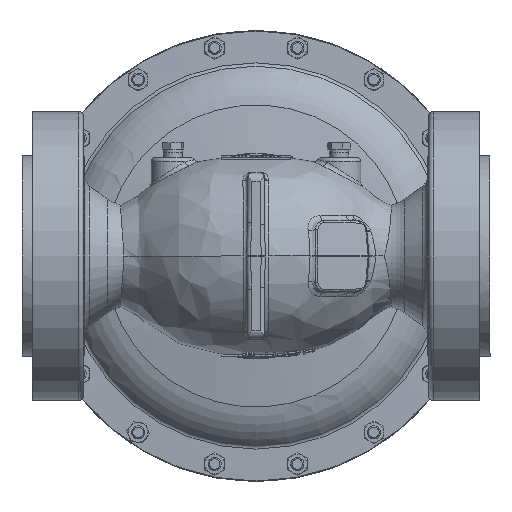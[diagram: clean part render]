
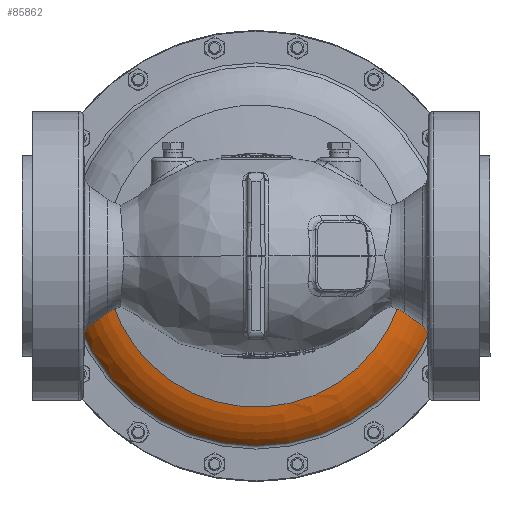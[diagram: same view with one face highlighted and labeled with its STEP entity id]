
A CAD part, front view. The second image highlights one B-rep face of the part: STEP entity #85862.
In plain terms, the highlighted toroidal (fillet/blend) face has major radius 101.046 mm and minor radius 46.038 mm.
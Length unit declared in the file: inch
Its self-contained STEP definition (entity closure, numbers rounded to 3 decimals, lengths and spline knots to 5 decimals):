
#1981 = DIRECTION ( 'NONE',  ( 0., -1., 0. ) ) ;
#4572 = AXIS2_PLACEMENT_3D ( 'NONE', #208819, #1981, #5848 ) ;
#5848 = DIRECTION ( 'NONE',  ( 1., 0., 0. ) ) ;
#22295 = EDGE_CURVE ( 'NONE', #54468, #298283, #334083, .T. ) ;
#22988 = CARTESIAN_POINT ( 'NONE',  ( 4.31849, 8.9198, 0. ) ) ;
#37945 = DIRECTION ( 'NONE',  ( 0., -1., 0. ) ) ;
#41646 = CARTESIAN_POINT ( 'NONE',  ( -4.68644, 9.03241, -0.12842 ) ) ;
#41891 = CIRCLE ( 'NONE', #4572, 5.42319 ) ;
#43532 = CARTESIAN_POINT ( 'NONE',  ( -4.45754, 8.95943, -0.48329 ) ) ;
#47230 = CARTESIAN_POINT ( 'NONE',  ( -4.2786, 8.9198, -0.58557 ) ) ;
#47390 = CARTESIAN_POINT ( 'NONE',  ( -4.50559, 8.97267, -0.44163 ) ) ;
#50461 = CARTESIAN_POINT ( 'NONE',  ( 3.97817, 10.70006, 0. ) ) ;
#54089 = AXIS2_PLACEMENT_3D ( 'NONE', #357784, #37945, #334313 ) ;
#54468 = VERTEX_POINT ( 'NONE', #215149 ) ;
#70918 = CARTESIAN_POINT ( 'NONE',  ( -4.65806, 9.02196, -0.22069 ) ) ;
#72857 = CARTESIAN_POINT ( 'NONE',  ( -4.61436, 9.0067, -0.30644 ) ) ;
#75170 = ORIENTED_EDGE ( 'NONE', *, *, #269202, .T. ) ;
#76662 = CARTESIAN_POINT ( 'NONE',  ( -4.3939, 8.94301, -0.53114 ) ) ;
#80133 = CARTESIAN_POINT ( 'NONE',  ( 5.42319, 9.60595, 0. ) ) ;
#85862 = ADVANCED_FACE ( 'NONE', ( #127059 ), #312733, .T. ) ;
#92177 = EDGE_LOOP ( 'NONE', ( #75170, #306010, #134685, #168575, #276719 ) ) ;
#95898 = DIRECTION ( 'NONE',  ( 0., -1., 0. ) ) ;
#100219 = CARTESIAN_POINT ( 'NONE',  ( -4.33854, 8.93054, -0.56198 ) ) ;
#116767 = DIRECTION ( 'NONE',  ( 0., 0., -1. ) ) ;
#119391 = DIRECTION ( 'NONE',  ( 0., 0., 1. ) ) ;
#127059 = FACE_OUTER_BOUND ( 'NONE', #92177, .T. ) ;
#127544 = CARTESIAN_POINT ( 'NONE',  ( -4.59719, 9.00095, -0.33338 ) ) ;
#131393 = CARTESIAN_POINT ( 'NONE',  ( -4.6784, 9.02942, -0.15979 ) ) ;
#134685 = ORIENTED_EDGE ( 'NONE', *, *, #182741, .F. ) ;
#159934 = AXIS2_PLACEMENT_3D ( 'NONE', #296849, #119391, #351432 ) ;
#168575 = ORIENTED_EDGE ( 'NONE', *, *, #322205, .T. ) ;
#178947 = CIRCLE ( 'NONE', #54089, 4.31849 ) ;
#182741 = EDGE_CURVE ( 'NONE', #255992, #191389, #178947, .T. ) ;
#189909 = CARTESIAN_POINT ( 'NONE',  ( -4.67376, 9.0277, -0.1752 ) ) ;
#191389 = VERTEX_POINT ( 'NONE', #22988 ) ;
#191797 = CARTESIAN_POINT ( 'NONE',  ( -4.68985, 9.03369, -0.11239 ) ) ;
#192388 = VERTEX_POINT ( 'NONE', #80133 ) ;
#203330 = B_SPLINE_CURVE_WITH_KNOTS ( 'NONE', 3,
 ( #306825, #100219, #76662, #43532, #219167, #314503, #47390, #337959, #308765, #285289, #127544, #72857, #281452, #336041, #70918, #189909, #131393, #41646, #191797, #279569, #250318, #369136 ),
 .UNSPECIFIED., .F., .F.,
 ( 4, 2, 2, 2, 2, 2, 2, 2, 2, 2, 4 ),
 ( 0., 0.00492, 0.00615, 0.00738, 0.00984, 0.01107, 0.0123, 0.01476, 0.01599, 0.01722, 0.01968 ),
 .UNSPECIFIED. ) ;
#208819 = CARTESIAN_POINT ( 'NONE',  ( 0., 9.60595, 0. ) ) ;
#214869 = DIRECTION ( 'NONE',  ( -1., 0., 0. ) ) ;
#215149 = CARTESIAN_POINT ( 'NONE',  ( -5.42319, 9.60595, 0. ) ) ;
#219167 = CARTESIAN_POINT ( 'NONE',  ( -4.47001, 8.96276, -0.47322 ) ) ;
#229946 = DIRECTION ( 'NONE',  ( -1., 0., 0. ) ) ;
#231811 = CIRCLE ( 'NONE', #262951, 1.8125 ) ;
#250318 = CARTESIAN_POINT ( 'NONE',  ( -4.70066, 9.03778, -0.03226 ) ) ;
#255992 = VERTEX_POINT ( 'NONE', #47230 ) ;
#262951 = AXIS2_PLACEMENT_3D ( 'NONE', #50461, #116767, #229946 ) ;
#269202 = EDGE_CURVE ( 'NONE', #54468, #192388, #41891, .T. ) ;
#270336 = CARTESIAN_POINT ( 'NONE',  ( -4.70066, 9.03778, 0. ) ) ;
#276719 = ORIENTED_EDGE ( 'NONE', *, *, #22295, .F. ) ;
#279569 = CARTESIAN_POINT ( 'NONE',  ( -4.69797, 9.03675, -0.06439 ) ) ;
#281452 = CARTESIAN_POINT ( 'NONE',  ( -4.62253, 9.00949, -0.2925 ) ) ;
#285289 = CARTESIAN_POINT ( 'NONE',  ( -4.58815, 8.99798, -0.34644 ) ) ;
#296724 = EDGE_CURVE ( 'NONE', #192388, #191389, #231811, .T. ) ;
#296849 = CARTESIAN_POINT ( 'NONE',  ( -3.97817, 10.70006, 0. ) ) ;
#298283 = VERTEX_POINT ( 'NONE', #270336 ) ;
#300210 = AXIS2_PLACEMENT_3D ( 'NONE', #362880, #95898, #214869 ) ;
#306010 = ORIENTED_EDGE ( 'NONE', *, *, #296724, .T. ) ;
#306825 = CARTESIAN_POINT ( 'NONE',  ( -4.2786, 8.9198, -0.58557 ) ) ;
#308765 = CARTESIAN_POINT ( 'NONE',  ( -4.55974, 8.98884, -0.38442 ) ) ;
#312733 = TOROIDAL_SURFACE ( 'NONE', #300210, 3.97817, 1.8125 ) ;
#314503 = CARTESIAN_POINT ( 'NONE',  ( -4.49401, 8.96938, -0.4524 ) ) ;
#322205 = EDGE_CURVE ( 'NONE', #255992, #298283, #203330, .T. ) ;
#334083 = CIRCLE ( 'NONE', #159934, 1.8125 ) ;
#334313 = DIRECTION ( 'NONE',  ( -1., 0., 0. ) ) ;
#336041 = CARTESIAN_POINT ( 'NONE',  ( -4.64522, 9.01735, -0.24999 ) ) ;
#337959 = CARTESIAN_POINT ( 'NONE',  ( -4.53908, 8.98245, -0.40819 ) ) ;
#351432 = DIRECTION ( 'NONE',  ( 1., 0., 0. ) ) ;
#357784 = CARTESIAN_POINT ( 'NONE',  ( 0., 8.9198, 0. ) ) ;
#362880 = CARTESIAN_POINT ( 'NONE',  ( 0., 10.70006, 0. ) ) ;
#369136 = CARTESIAN_POINT ( 'NONE',  ( -4.70066, 9.03778, 0. ) ) ;
